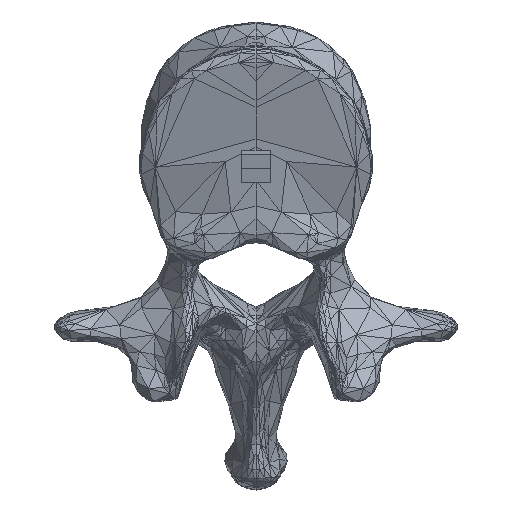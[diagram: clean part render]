
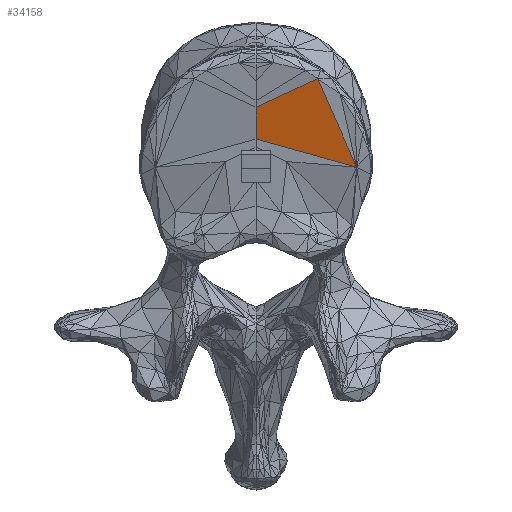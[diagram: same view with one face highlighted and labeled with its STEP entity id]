
A CAD part, top view. The second image highlights one B-rep face of the part: STEP entity #34158.
In plain terms, the highlighted planar face has unit normal (-0.01, -0.3, 0.954).
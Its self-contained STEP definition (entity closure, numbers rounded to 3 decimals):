
#113=PLANE('',#37214);
#3151=FACE_OUTER_BOUND('',#6189,.T.);
#6189=EDGE_LOOP('',(#25046,#25047,#25048,#25049));
#9321=LINE('',#51291,#13979);
#9329=LINE('',#51307,#13987);
#9330=LINE('',#51309,#13988);
#9331=LINE('',#51310,#13989);
#13979=VECTOR('',#40544,25.682);
#13987=VECTOR('',#40560,10.);
#13988=VECTOR('',#40561,17.192);
#13989=VECTOR('',#40562,19.979);
#18547=VERTEX_POINT('',#51281);
#18551=VERTEX_POINT('',#51289);
#18555=VERTEX_POINT('',#51306);
#18556=VERTEX_POINT('',#51308);
#20265=EDGE_CURVE('',#18547,#18551,#9321,.T.);
#20273=EDGE_CURVE('',#18555,#18547,#9329,.T.);
#20274=EDGE_CURVE('',#18556,#18551,#9330,.T.);
#20275=EDGE_CURVE('',#18555,#18556,#9331,.T.);
#25046=ORIENTED_EDGE('',*,*,#20273,.T.);
#25047=ORIENTED_EDGE('',*,*,#20265,.T.);
#25048=ORIENTED_EDGE('',*,*,#20274,.F.);
#25049=ORIENTED_EDGE('',*,*,#20275,.F.);
#34158=ADVANCED_FACE('',(#3151),#113,.F.);
#37214=AXIS2_PLACEMENT_3D('',#51305,#40558,#40559);
#40544=DIRECTION('',(0.961,-0.268,-0.074));
#40558=DIRECTION('center_axis',(0.01,0.3,-0.954));
#40559=DIRECTION('ref_axis',(1.,0.,0.01));
#40560=DIRECTION('',(0.,-0.954,-0.3));
#40561=DIRECTION('',(0.389,-0.88,-0.273));
#40562=DIRECTION('',(0.9,0.413,0.139));
#51281=CARTESIAN_POINT('',(0.,89.356,1067.924));
#51289=CARTESIAN_POINT('',(17.228,84.554,1066.59));
#51291=CARTESIAN_POINT('',(-7.443,91.43,1068.5));
#51305=CARTESIAN_POINT('Origin',(-9.706,-297.624,946.086));
#51306=CARTESIAN_POINT('',(0.,94.846,1069.651));
#51307=CARTESIAN_POINT('',(0.,-116.733,1003.091));
#51308=CARTESIAN_POINT('',(10.539,99.681,1071.28));
#51309=CARTESIAN_POINT('',(10.539,99.681,1071.28));
#51310=CARTESIAN_POINT('',(-7.443,91.43,1068.5));
